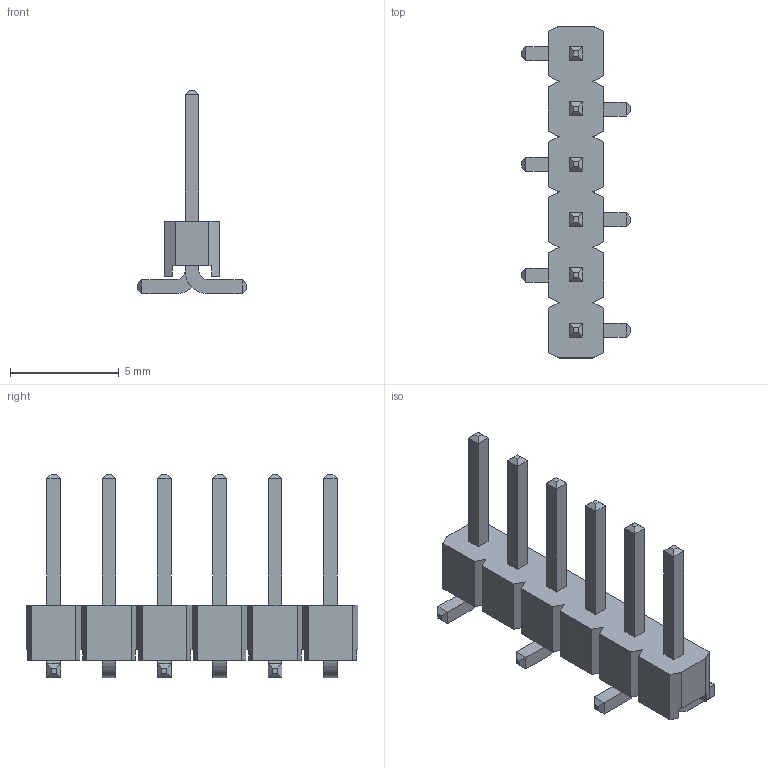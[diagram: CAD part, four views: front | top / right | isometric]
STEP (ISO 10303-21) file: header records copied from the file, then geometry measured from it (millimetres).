
FILE_DESCRIPTION(/* description */ ('Unknown'),/* implementation_level */ '2;1');
FILE_NAME(/* name */ 'J_Wurth_WR-PHD_61000618221',/* time_stamp */ '2025-04-11T09:39:13+08:00',/* author */ ('Unknown'),/* organization */ ('Unknown'),/* preprocessor_version */ 'ST-DEVELOPER v19.4',/* originating_system */ 'Solid Edge',/* authorisation */ 'Unknown');
FILE_SCHEMA (('AUTOMOTIVE_DESIGN {1 0 10303 214 3 1 1}'));
Length unit declared in the file: millimetre
Products named in the file (2): J_Wurth_WR-PHD_61000618221
Assembly tree (1 placements, depth 2):
  J_Wurth_WR-PHD_61000618221
    J_Wurth_WR-PHD_61000618221
Bounding box: 5 x 15.24 x 9.33 mm (x, y, z)
Volume: 102.9 mm3; surface area: 326 mm2
Topology: 1 solids, 1 shells, 196 faces, 498 edges, 316 vertices
Faces by surface type: plane 184, cylinder 12
Entity records: 7157 total; most frequent: CARTESIAN_POINT 1012, ORIENTED_EDGE 996, DIRECTION 918, EDGE_CURVE 498, LINE 474, VECTOR 474, VERTEX_POINT 316, AXIS2_PLACEMENT_3D 222
